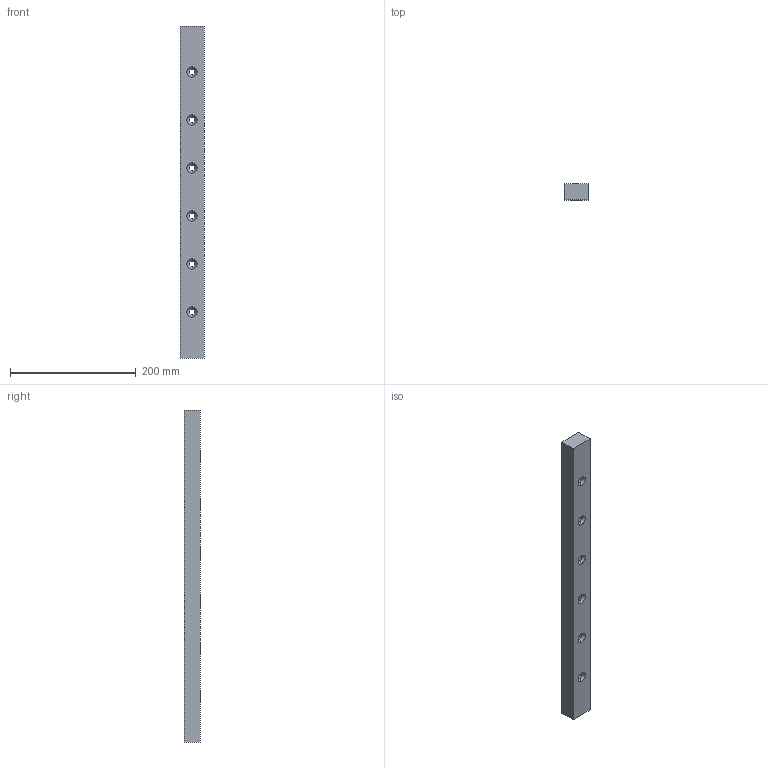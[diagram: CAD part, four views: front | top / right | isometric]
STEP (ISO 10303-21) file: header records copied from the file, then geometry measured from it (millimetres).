
FILE_DESCRIPTION (( 'STEP AP214' ), '1' );
FILE_NAME ('runway 2 rev02.STEP', '2019-06-26T19:48:38', ( '' ), ( '' ), 'SwSTEP 2.0', 'SolidWorks 2018', '' );
FILE_SCHEMA (( 'AUTOMOTIVE_DESIGN' ));
Length unit declared in the file: inch
Products named in the file (1): runway 2 rev02
Bounding box: 38.1 x 25.4 x 527.05 mm (x, y, z)
Volume: 499769.9 mm3; surface area: 72001.4 mm2
Topology: 1 solids, 1 shells, 30 faces, 72 edges, 44 vertices
Faces by surface type: cone 12, cylinder 12, plane 6
Entity records: 940 total; most frequent: DIRECTION 170, CARTESIAN_POINT 147, ORIENTED_EDGE 144, EDGE_CURVE 72, AXIS2_PLACEMENT_3D 67, VERTEX_POINT 44, EDGE_LOOP 42, VECTOR 36
